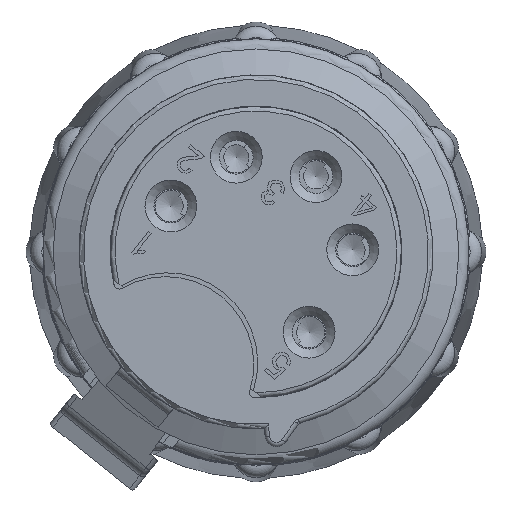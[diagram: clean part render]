
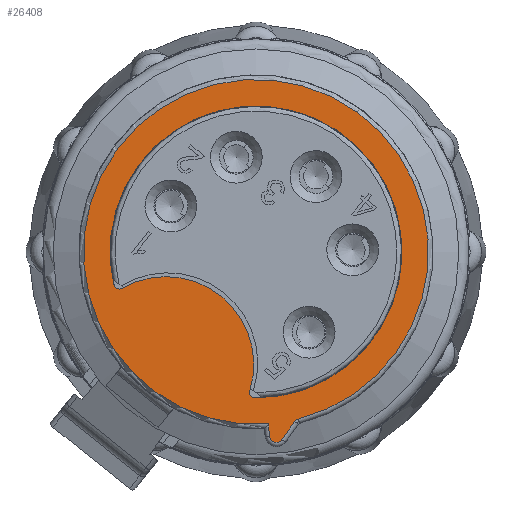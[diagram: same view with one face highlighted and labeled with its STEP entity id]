
A CAD part, left-side view. The second image highlights one B-rep face of the part: STEP entity #26408.
In plain terms, the highlighted planar face has unit normal (-1, 0, 0).
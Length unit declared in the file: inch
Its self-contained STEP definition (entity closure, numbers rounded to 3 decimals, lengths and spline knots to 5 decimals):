
#10199=CARTESIAN_POINT('',(-0.55962,-0.00702,-0.25492));
#10200=VERTEX_POINT('',#10199);
#10209=CARTESIAN_POINT('',(-0.55962,0.24,-0.0573));
#10210=VERTEX_POINT('',#10209);
#10211=CARTESIAN_POINT('',(-0.55962,-0.0084,0.));
#10212=DIRECTION('',(1.0,0.,0.));
#10213=DIRECTION('',(0.,0.781,0.625));
#10214=AXIS2_PLACEMENT_3D('',#10211,#10212,#10213);
#10215=CIRCLE('',#10214,0.25492);
#10216=EDGE_CURVE('',#10210,#10200,#10215,.T.);
#26110=CARTESIAN_POINT('',(-0.55962,-0.08276,-0.29186));
#26111=VERTEX_POINT('',#26110);
#26130=CARTESIAN_POINT('',(-0.55962,-0.02989,-0.30041));
#26131=VERTEX_POINT('',#26130);
#26149=CARTESIAN_POINT('',(-0.55962,-0.0084,0.));
#26150=DIRECTION('',(1.0,0.,0.));
#26151=DIRECTION('',(0.,0.148,0.989));
#26152=AXIS2_PLACEMENT_3D('',#26149,#26150,#26151);
#26153=CIRCLE('',#26152,0.30118);
#26154=EDGE_CURVE('',#26131,#26111,#26153,.T.);
#26166=CARTESIAN_POINT('',(-0.55962,-0.03231,-0.32216));
#26167=VERTEX_POINT('',#26166);
#26175=CARTESIAN_POINT('',(-0.55962,-0.03231,-0.32216));
#26176=DIRECTION('',(0.0,0.11,0.994));
#26177=VECTOR('',#26176,0.02189);
#26178=LINE('',#26175,#26177);
#26179=EDGE_CURVE('',#26167,#26131,#26178,.T.);
#26198=CARTESIAN_POINT('',(-0.55962,-0.05365,-0.32774));
#26199=VERTEX_POINT('',#26198);
#26207=CARTESIAN_POINT('',(-0.55962,-0.04405,-0.32086));
#26208=DIRECTION('',(1.0,0.,0.));
#26209=DIRECTION('',(0.,0.253,-0.968));
#26210=AXIS2_PLACEMENT_3D('',#26207,#26208,#26209);
#26211=CIRCLE('',#26210,0.01181);
#26212=EDGE_CURVE('',#26199,#26167,#26211,.T.);
#26230=CARTESIAN_POINT('',(-0.55962,-0.07607,-0.29643));
#26231=VERTEX_POINT('',#26230);
#26241=CARTESIAN_POINT('',(-0.55962,-0.07607,-0.29643));
#26242=DIRECTION('',(0.0,0.582,-0.813));
#26243=VECTOR('',#26242,0.03851);
#26244=LINE('',#26241,#26243);
#26245=EDGE_CURVE('',#26231,#26199,#26244,.T.);
#26362=CARTESIAN_POINT('',(-0.55962,-0.10494,0.12066));
#26363=DIRECTION('',(-1.0,0.0,0.0));
#26364=DIRECTION('',(0.0,-0.781,-0.625));
#26365=AXIS2_PLACEMENT_3D('',#26362,#26363,#26364);
#26366=PLANE('',#26365);
#26367=ORIENTED_EDGE('',*,*,#26154,.F.);
#26368=ORIENTED_EDGE('',*,*,#26179,.F.);
#26369=ORIENTED_EDGE('',*,*,#26212,.F.);
#26370=ORIENTED_EDGE('',*,*,#26245,.F.);
#26371=CARTESIAN_POINT('',(-0.55962,-0.08567,-0.3033));
#26372=DIRECTION('',(-1.0,0.,0.));
#26373=DIRECTION('',(0.,0.564,0.826));
#26374=AXIS2_PLACEMENT_3D('',#26371,#26372,#26373);
#26375=CIRCLE('',#26374,0.01181);
#26376=EDGE_CURVE('',#26111,#26231,#26375,.T.);
#26377=ORIENTED_EDGE('',*,*,#26376,.F.);
#26378=EDGE_LOOP('',(#26367,#26368,#26369,#26370,#26377));
#26379=FACE_OUTER_BOUND('',#26378,.T.);
#26380=CARTESIAN_POINT('',(-0.55962,0.00233,-0.24216));
#26381=VERTEX_POINT('',#26380);
#26382=CARTESIAN_POINT('',(-0.55962,0.2255,-0.06362));
#26383=VERTEX_POINT('',#26382);
#26384=CARTESIAN_POINT('',(-0.55962,0.149,-0.19675));
#26385=DIRECTION('',(-1.0,0.,0.));
#26386=DIRECTION('',(0.,-0.708,-0.706));
#26387=AXIS2_PLACEMENT_3D('',#26384,#26385,#26386);
#26388=CIRCLE('',#26387,0.15354);
#26389=EDGE_CURVE('',#26381,#26383,#26388,.T.);
#26390=ORIENTED_EDGE('',*,*,#26389,.T.);
#26391=CARTESIAN_POINT('',(-0.55962,0.2304,-0.05509));
#26392=DIRECTION('',(-1.0,0.,0.));
#26393=DIRECTION('',(0.,0.4,-0.917));
#26394=AXIS2_PLACEMENT_3D('',#26391,#26392,#26393);
#26395=CIRCLE('',#26394,0.00984);
#26396=EDGE_CURVE('',#10210,#26383,#26395,.T.);
#26397=ORIENTED_EDGE('',*,*,#26396,.F.);
#26398=ORIENTED_EDGE('',*,*,#10216,.T.);
#26399=CARTESIAN_POINT('',(-0.55962,-0.00707,-0.24508));
#26400=DIRECTION('',(-1.0,0.,0.));
#26401=DIRECTION('',(0.,0.807,-0.591));
#26402=AXIS2_PLACEMENT_3D('',#26399,#26400,#26401);
#26403=CIRCLE('',#26402,0.00984);
#26404=EDGE_CURVE('',#26381,#10200,#26403,.T.);
#26405=ORIENTED_EDGE('',*,*,#26404,.F.);
#26406=EDGE_LOOP('',(#26390,#26397,#26398,#26405));
#26407=FACE_BOUND('',#26406,.T.);
#26408=ADVANCED_FACE('',(#26379,#26407),#26366,.T.);
